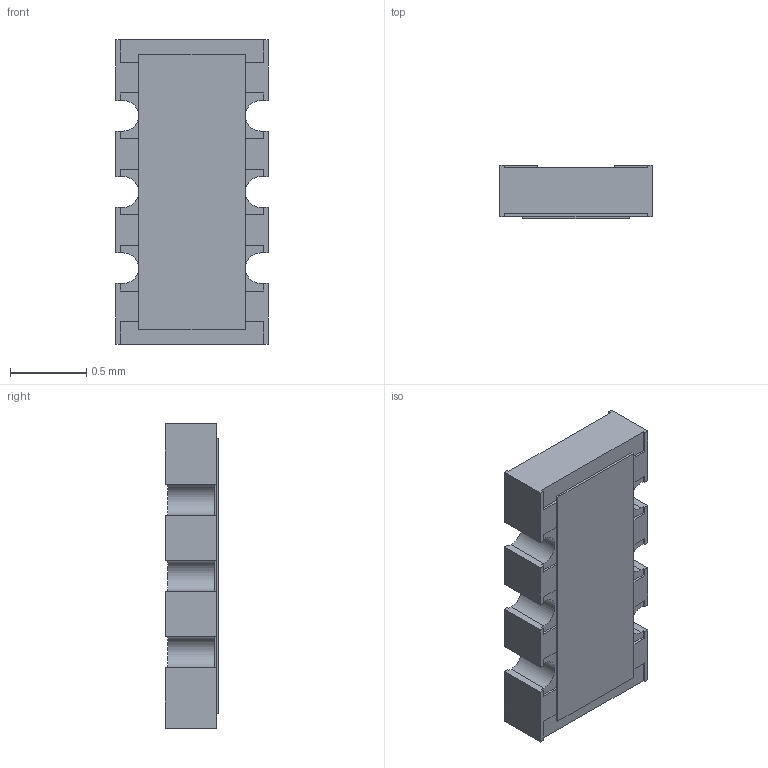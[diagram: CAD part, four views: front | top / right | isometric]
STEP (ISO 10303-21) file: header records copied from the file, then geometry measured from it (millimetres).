
FILE_DESCRIPTION((''),'2;1');
FILE_NAME('CAY_10-J4','2012-08-16T',('ryans'),('Bourns, Inc.'),'PRO/ENGINEER BY PARAMETRIC TECHNOLOGY CORPORATION, 2010100','PRO/ENGINEER BY PARAMETRIC TECHNOLOGY CORPORATION, 2010100','');
FILE_SCHEMA(('CONFIG_CONTROL_DESIGN'));
Length unit declared in the file: millimetre
Products named in the file (1): CAY_10-J4
Bounding box: 1 x 0.35 x 2 mm (x, y, z)
Volume: 0.6 mm3; surface area: 6.8 mm2
Topology: 1 solids, 1 shells, 142 faces, 404 edges, 264 vertices
Faces by surface type: plane 136, cylinder 6
Entity records: 4550 total; most frequent: CARTESIAN_POINT 810, ORIENTED_EDGE 808, DIRECTION 700, EDGE_CURVE 404, VECTOR 392, LINE 392, VERTEX_POINT 264, AXIS2_PLACEMENT_3D 154
